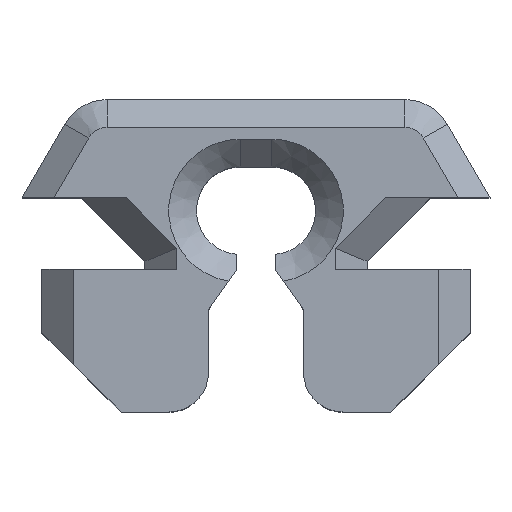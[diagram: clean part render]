
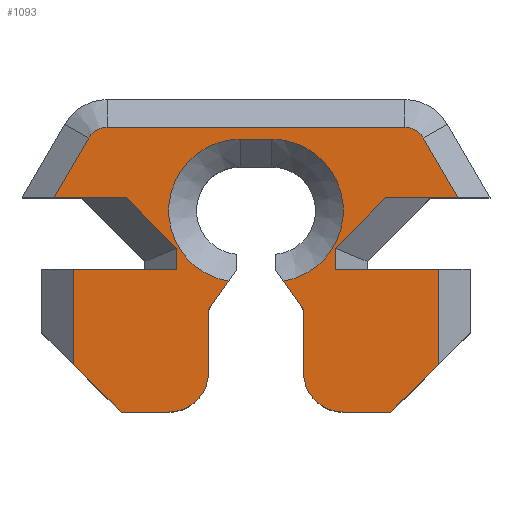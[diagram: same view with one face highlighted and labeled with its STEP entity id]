
A CAD part, top view. The second image highlights one B-rep face of the part: STEP entity #1093.
In plain terms, the highlighted planar face has unit normal (0, 0, 1).
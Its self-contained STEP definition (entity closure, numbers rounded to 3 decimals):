
#35=CIRCLE('',#1151,0.54);
#36=CIRCLE('',#1153,0.54);
#43=CIRCLE('',#1171,1.802);
#44=CIRCLE('',#1173,1.802);
#45=CIRCLE('',#1184,1.);
#46=CIRCLE('',#1185,1.);
#93=FACE_OUTER_BOUND('',#153,.T.);
#153=EDGE_LOOP('',(#855,#856,#857,#858,#859,#860,#861,#862,#863,#864,#865,
#866,#867,#868,#869,#870,#871,#872,#873,#874,#875,#876,#877,#878,#879,#880,
#881,#882));
#202=LINE('',#1569,#332);
#206=LINE('',#1576,#336);
#208=LINE('',#1581,#338);
#211=LINE('',#1590,#341);
#224=LINE('',#1650,#354);
#226=LINE('',#1658,#356);
#249=LINE('',#1717,#379);
#252=LINE('',#1722,#382);
#253=LINE('',#1725,#383);
#256=LINE('',#1731,#386);
#257=LINE('',#1733,#387);
#258=LINE('',#1735,#388);
#259=LINE('',#1737,#389);
#260=LINE('',#1739,#390);
#261=LINE('',#1741,#391);
#262=LINE('',#1745,#392);
#263=LINE('',#1746,#393);
#264=LINE('',#1748,#394);
#265=LINE('',#1751,#395);
#266=LINE('',#1753,#396);
#267=LINE('',#1755,#397);
#268=LINE('',#1756,#398);
#332=VECTOR('',#1272,10.);
#336=VECTOR('',#1278,10.);
#338=VECTOR('',#1282,10.);
#341=VECTOR('',#1295,10.);
#354=VECTOR('',#1336,10.);
#356=VECTOR('',#1340,10.);
#379=VECTOR('',#1385,10.);
#382=VECTOR('',#1390,10.);
#383=VECTOR('',#1393,10.);
#386=VECTOR('',#1398,10.);
#387=VECTOR('',#1399,10.);
#388=VECTOR('',#1400,10.);
#389=VECTOR('',#1401,10.);
#390=VECTOR('',#1402,10.);
#391=VECTOR('',#1403,10.);
#392=VECTOR('',#1406,10.);
#393=VECTOR('',#1407,10.);
#394=VECTOR('',#1408,10.);
#395=VECTOR('',#1411,10.);
#396=VECTOR('',#1412,10.);
#397=VECTOR('',#1413,10.);
#398=VECTOR('',#1414,10.);
#458=VERTEX_POINT('',#1566);
#459=VERTEX_POINT('',#1568);
#460=VERTEX_POINT('',#1572);
#461=VERTEX_POINT('',#1574);
#462=VERTEX_POINT('',#1578);
#463=VERTEX_POINT('',#1580);
#464=VERTEX_POINT('',#1586);
#481=VERTEX_POINT('',#1647);
#482=VERTEX_POINT('',#1649);
#483=VERTEX_POINT('',#1655);
#484=VERTEX_POINT('',#1657);
#486=VERTEX_POINT('',#1665);
#502=VERTEX_POINT('',#1714);
#503=VERTEX_POINT('',#1716);
#504=VERTEX_POINT('',#1720);
#505=VERTEX_POINT('',#1724);
#507=VERTEX_POINT('',#1730);
#508=VERTEX_POINT('',#1732);
#509=VERTEX_POINT('',#1734);
#510=VERTEX_POINT('',#1736);
#511=VERTEX_POINT('',#1738);
#512=VERTEX_POINT('',#1740);
#513=VERTEX_POINT('',#1742);
#514=VERTEX_POINT('',#1744);
#515=VERTEX_POINT('',#1747);
#516=VERTEX_POINT('',#1749);
#517=VERTEX_POINT('',#1752);
#518=VERTEX_POINT('',#1754);
#568=EDGE_CURVE('',#459,#458,#202,.T.);
#572=EDGE_CURVE('',#461,#460,#206,.T.);
#574=EDGE_CURVE('',#462,#463,#208,.T.);
#576=EDGE_CURVE('',#463,#461,#35,.T.);
#578=EDGE_CURVE('',#464,#462,#36,.T.);
#579=EDGE_CURVE('',#459,#464,#211,.T.);
#603=EDGE_CURVE('',#482,#481,#224,.T.);
#606=EDGE_CURVE('',#483,#484,#226,.T.);
#609=EDGE_CURVE('',#484,#486,#43,.T.);
#611=EDGE_CURVE('',#482,#483,#44,.T.);
#633=EDGE_CURVE('',#503,#502,#249,.T.);
#636=EDGE_CURVE('',#503,#504,#252,.T.);
#637=EDGE_CURVE('',#505,#504,#253,.T.);
#640=EDGE_CURVE('',#507,#458,#256,.T.);
#641=EDGE_CURVE('',#508,#507,#257,.T.);
#642=EDGE_CURVE('',#508,#509,#258,.T.);
#643=EDGE_CURVE('',#510,#509,#259,.T.);
#644=EDGE_CURVE('',#510,#511,#260,.T.);
#645=EDGE_CURVE('',#511,#512,#261,.T.);
#646=EDGE_CURVE('',#512,#513,#45,.T.);
#647=EDGE_CURVE('',#513,#514,#262,.T.);
#648=EDGE_CURVE('',#514,#486,#263,.T.);
#649=EDGE_CURVE('',#481,#515,#264,.T.);
#650=EDGE_CURVE('',#515,#516,#46,.T.);
#651=EDGE_CURVE('',#516,#505,#265,.T.);
#652=EDGE_CURVE('',#517,#502,#266,.T.);
#653=EDGE_CURVE('',#518,#517,#267,.T.);
#654=EDGE_CURVE('',#518,#460,#268,.T.);
#855=ORIENTED_EDGE('',*,*,#579,.F.);
#856=ORIENTED_EDGE('',*,*,#568,.T.);
#857=ORIENTED_EDGE('',*,*,#640,.F.);
#858=ORIENTED_EDGE('',*,*,#641,.F.);
#859=ORIENTED_EDGE('',*,*,#642,.T.);
#860=ORIENTED_EDGE('',*,*,#643,.F.);
#861=ORIENTED_EDGE('',*,*,#644,.T.);
#862=ORIENTED_EDGE('',*,*,#645,.T.);
#863=ORIENTED_EDGE('',*,*,#646,.T.);
#864=ORIENTED_EDGE('',*,*,#647,.T.);
#865=ORIENTED_EDGE('',*,*,#648,.T.);
#866=ORIENTED_EDGE('',*,*,#609,.F.);
#867=ORIENTED_EDGE('',*,*,#606,.F.);
#868=ORIENTED_EDGE('',*,*,#611,.F.);
#869=ORIENTED_EDGE('',*,*,#603,.T.);
#870=ORIENTED_EDGE('',*,*,#649,.T.);
#871=ORIENTED_EDGE('',*,*,#650,.T.);
#872=ORIENTED_EDGE('',*,*,#651,.T.);
#873=ORIENTED_EDGE('',*,*,#637,.T.);
#874=ORIENTED_EDGE('',*,*,#636,.F.);
#875=ORIENTED_EDGE('',*,*,#633,.T.);
#876=ORIENTED_EDGE('',*,*,#652,.F.);
#877=ORIENTED_EDGE('',*,*,#653,.F.);
#878=ORIENTED_EDGE('',*,*,#654,.T.);
#879=ORIENTED_EDGE('',*,*,#572,.F.);
#880=ORIENTED_EDGE('',*,*,#576,.F.);
#881=ORIENTED_EDGE('',*,*,#574,.F.);
#882=ORIENTED_EDGE('',*,*,#578,.F.);
#1035=PLANE('',#1183);
#1093=ADVANCED_FACE('',(#93),#1035,.T.);
#1151=AXIS2_PLACEMENT_3D('',#1584,#1286,#1287);
#1153=AXIS2_PLACEMENT_3D('',#1588,#1291,#1292);
#1171=AXIS2_PLACEMENT_3D('',#1666,#1344,#1345);
#1173=AXIS2_PLACEMENT_3D('',#1671,#1348,#1349);
#1183=AXIS2_PLACEMENT_3D('',#1729,#1396,#1397);
#1184=AXIS2_PLACEMENT_3D('',#1743,#1404,#1405);
#1185=AXIS2_PLACEMENT_3D('',#1750,#1409,#1410);
#1272=DIRECTION('',(1.,0.,0.));
#1278=DIRECTION('',(0.5,-0.866,0.));
#1282=DIRECTION('',(1.,0.,0.));
#1286=DIRECTION('center_axis',(0.,0.,-1.));
#1287=DIRECTION('ref_axis',(0.866,0.5,0.));
#1291=DIRECTION('center_axis',(0.,0.,-1.));
#1292=DIRECTION('ref_axis',(0.,1.,0.));
#1295=DIRECTION('',(0.5,0.866,0.));
#1336=DIRECTION('',(0.574,-0.819,0.));
#1340=DIRECTION('',(-1.,0.,0.));
#1344=DIRECTION('center_axis',(0.,0.,1.));
#1345=DIRECTION('ref_axis',(0.,1.,0.));
#1348=DIRECTION('center_axis',(0.,0.,1.));
#1349=DIRECTION('ref_axis',(0.093,-0.996,0.));
#1385=DIRECTION('',(-1.,0.,0.));
#1390=DIRECTION('',(0.,-1.,0.));
#1393=DIRECTION('',(0.707,0.707,0.));
#1396=DIRECTION('center_axis',(0.,0.,1.));
#1397=DIRECTION('ref_axis',(1.,0.,0.));
#1398=DIRECTION('',(-0.707,0.707,0.));
#1399=DIRECTION('',(0.,1.,0.));
#1400=DIRECTION('',(-1.,0.,0.));
#1401=DIRECTION('',(0.,1.,0.));
#1402=DIRECTION('',(0.707,-0.707,0.));
#1403=DIRECTION('',(1.,0.,0.));
#1404=DIRECTION('center_axis',(0.,0.,1.));
#1405=DIRECTION('ref_axis',(0.,-1.,0.));
#1406=DIRECTION('',(0.,1.,0.));
#1407=DIRECTION('',(0.574,0.819,0.));
#1408=DIRECTION('',(0.,-1.,0.));
#1409=DIRECTION('center_axis',(0.,0.,1.));
#1410=DIRECTION('ref_axis',(-1.,0.,0.));
#1411=DIRECTION('',(1.,0.,0.));
#1412=DIRECTION('',(0.,-1.,0.));
#1413=DIRECTION('',(-0.707,-0.707,0.));
#1414=DIRECTION('',(1.,0.,0.));
#1566=CARTESIAN_POINT('',(-3.269,5.4,5.));
#1568=CARTESIAN_POINT('',(-5.092,5.4,5.));
#1569=CARTESIAN_POINT('',(-4.4,5.4,5.));
#1572=CARTESIAN_POINT('',(5.092,5.4,5.));
#1574=CARTESIAN_POINT('',(4.22,6.91,5.));
#1576=CARTESIAN_POINT('',(4.872,5.78,5.));
#1578=CARTESIAN_POINT('',(-3.752,7.18,5.));
#1580=CARTESIAN_POINT('',(3.752,7.18,5.));
#1581=CARTESIAN_POINT('',(1.876,7.18,5.));
#1584=CARTESIAN_POINT('Origin',(3.752,6.64,5.));
#1586=CARTESIAN_POINT('',(-4.22,6.91,5.));
#1588=CARTESIAN_POINT('Origin',(-3.752,6.64,5.));
#1590=CARTESIAN_POINT('',(-4.335,6.71,5.));
#1647=CARTESIAN_POINT('',(1.2,2.581,5.));
#1649=CARTESIAN_POINT('',(0.696,3.3,5.));
#1650=CARTESIAN_POINT('',(1.2,2.581,5.));
#1655=CARTESIAN_POINT('',(0.398,6.88,5.));
#1657=CARTESIAN_POINT('',(-0.398,6.88,5.));
#1658=CARTESIAN_POINT('',(-0.199,6.88,5.));
#1665=CARTESIAN_POINT('',(-0.696,3.3,5.));
#1666=CARTESIAN_POINT('Origin',(-0.398,5.078,5.));
#1671=CARTESIAN_POINT('Origin',(0.398,5.078,5.));
#1714=CARTESIAN_POINT('',(2.,3.6,5.));
#1716=CARTESIAN_POINT('',(4.6,3.6,5.));
#1717=CARTESIAN_POINT('',(5.4,3.6,5.));
#1720=CARTESIAN_POINT('',(4.6,1.2,5.));
#1722=CARTESIAN_POINT('',(4.6,2.97,5.));
#1724=CARTESIAN_POINT('',(3.4,0.,5.));
#1725=CARTESIAN_POINT('',(3.4,0.,5.));
#1729=CARTESIAN_POINT('Origin',(0.,3.94,5.));
#1730=CARTESIAN_POINT('',(-2.,4.131,5.));
#1731=CARTESIAN_POINT('',(-2.369,4.501,5.));
#1732=CARTESIAN_POINT('',(-2.,3.6,5.));
#1733=CARTESIAN_POINT('',(-2.,3.87,5.));
#1734=CARTESIAN_POINT('',(-4.6,3.6,5.));
#1735=CARTESIAN_POINT('',(-5.4,3.6,5.));
#1736=CARTESIAN_POINT('',(-4.6,1.2,5.));
#1737=CARTESIAN_POINT('',(-4.6,3.77,5.));
#1738=CARTESIAN_POINT('',(-3.4,0.,5.));
#1739=CARTESIAN_POINT('',(-3.4,0.,5.));
#1740=CARTESIAN_POINT('',(-2.2,0.,5.));
#1741=CARTESIAN_POINT('',(-3.4,0.,5.));
#1742=CARTESIAN_POINT('',(-1.2,1.,5.));
#1743=CARTESIAN_POINT('Origin',(-2.2,1.,5.));
#1744=CARTESIAN_POINT('',(-1.2,2.581,5.));
#1745=CARTESIAN_POINT('',(-1.2,1.,5.));
#1746=CARTESIAN_POINT('',(-1.2,2.581,5.));
#1747=CARTESIAN_POINT('',(1.2,1.,5.));
#1748=CARTESIAN_POINT('',(1.2,1.,5.));
#1749=CARTESIAN_POINT('',(2.2,0.,5.));
#1750=CARTESIAN_POINT('Origin',(2.2,1.,5.));
#1751=CARTESIAN_POINT('',(3.4,0.,5.));
#1752=CARTESIAN_POINT('',(2.,4.131,5.));
#1753=CARTESIAN_POINT('',(2.,3.77,5.));
#1754=CARTESIAN_POINT('',(3.269,5.4,5.));
#1755=CARTESIAN_POINT('',(1.569,3.701,5.));
#1756=CARTESIAN_POINT('',(4.4,5.4,5.));
